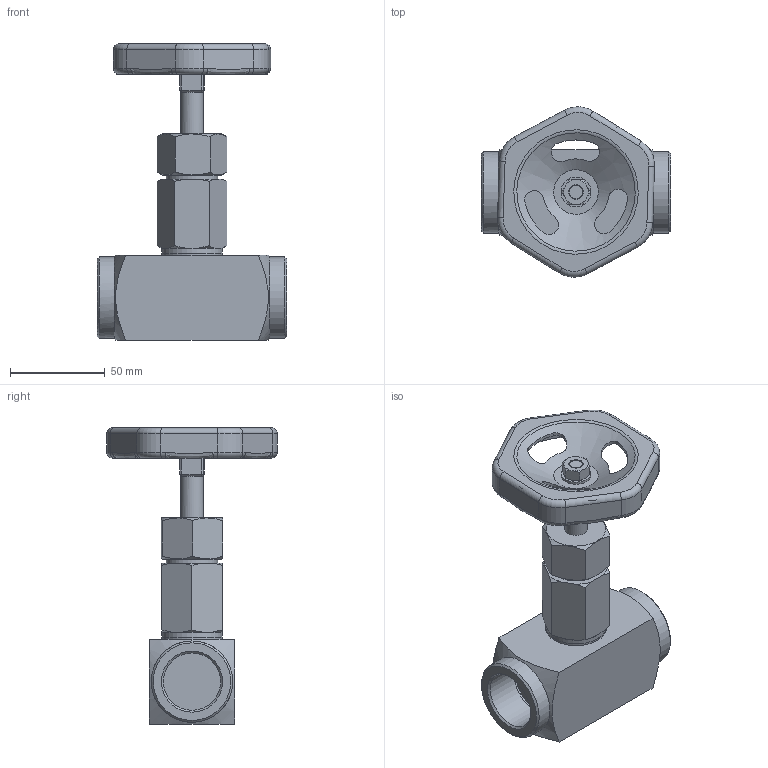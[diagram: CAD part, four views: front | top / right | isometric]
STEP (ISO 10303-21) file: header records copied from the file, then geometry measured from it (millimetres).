
FILE_DESCRIPTION(/* description */ ('Unknown','CAx-IF Rec.Pracs.---Representation and Presentation of Product Manufacturing Information (PMI)---4.0---2014-10-13','CAx-IF Rec.Pracs.---3D Tessellated Geometry---0.4---2014-09-14','2;1'),/* implementation_level */ '2;1');
FILE_NAME(/* name */ '10110B083',/* time_stamp */ '2024-05-23T07:18:20+02:00',/* author */ ('Unknown'),/* organization */ ('Unknown'),/* preprocessor_version */ 'ST-DEVELOPER v16.7',/* originating_system */ 'Solid Edge',/* authorisation */ 'Unknown');
FILE_SCHEMA (('AP242_MANAGED_MODEL_BASED_3D_ENGINEERING_MIM_LF { 1 0 10303 442 1 1 4 }'));
Length unit declared in the file: millimetre
Products named in the file (1): Part8
Bounding box: 100 x 89.99 x 156.6 mm (x, y, z)
Volume: 238961.1 mm3; surface area: 53463.9 mm2
Topology: 1 solids, 4 shells, 202 faces, 483 edges, 302 vertices
Faces by surface type: plane 75, cylinder 66, cone 38, torus 13, bspline 6, sphere 4
Full cylindrical faces by diameter (mm): 8 x1, 8.6 x1, 12 x1, 15.8 x1, 27.078 x2, 27.3 x1, 30.291 x4, 31.9 x1, 32 x1, 32.3 x1, 43 x2, 80 x1
Entity records: 7337 total; most frequent: CARTESIAN_POINT 1539, DIRECTION 917, ORIENTED_EDGE 852, EDGE_CURVE 426, AXIS2_PLACEMENT_3D 384, VERTEX_POINT 282, FACE_BOUND 260, EDGE_LOOP 259
